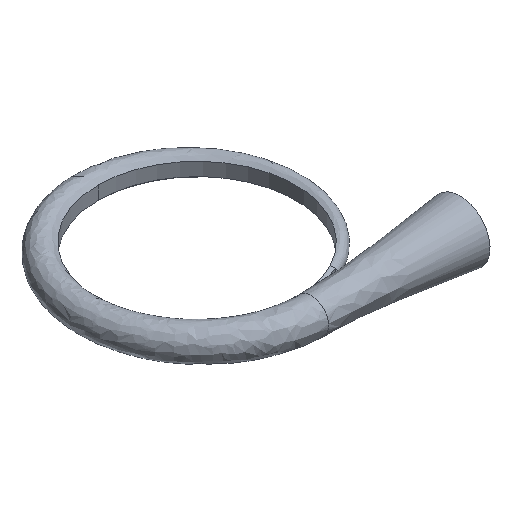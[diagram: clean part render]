
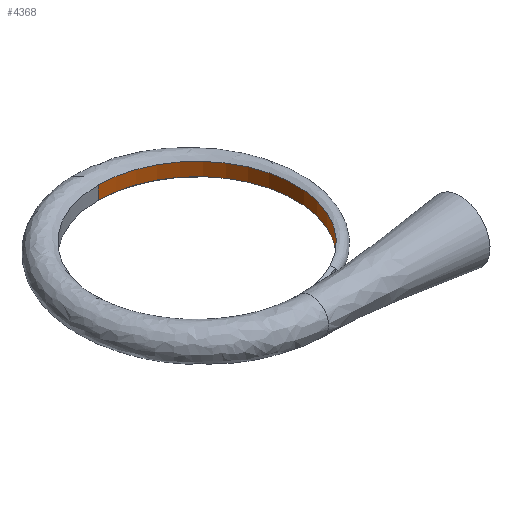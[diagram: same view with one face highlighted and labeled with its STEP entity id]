
A CAD part, isometric view. The second image highlights one B-rep face of the part: STEP entity #4368.
In plain terms, the highlighted cylindrical face has radius 24.651 mm (diameter 49.303 mm), a partial arc.
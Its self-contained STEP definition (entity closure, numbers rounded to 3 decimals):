
#24 = VERTEX_POINT('',#25);
#25 = CARTESIAN_POINT('',(11.497,-21.806,4.456)
  );
#75 = VERTEX_POINT('',#76);
#76 = CARTESIAN_POINT('',(11.497,-21.806,7.757
    ));
#96 = EDGE_CURVE('',#75,#97,#99,.T.);
#97 = VERTEX_POINT('',#98);
#98 = CARTESIAN_POINT('',(0.,24.651,
    7.757));
#99 = CIRCLE('',#100,24.651);
#100 = AXIS2_PLACEMENT_3D('',#101,#102,#103);
#101 = CARTESIAN_POINT('',(0.,0.,7.757));
#102 = DIRECTION('',(0.,0.,1.));
#103 = DIRECTION('',(0.,-1.,0.));
#106 = VERTEX_POINT('',#107);
#107 = CARTESIAN_POINT('',(0.,-24.651,
    7.757));
#253 = VERTEX_POINT('',#254);
#254 = CARTESIAN_POINT('',(0.,-24.651,
    4.456));
#300 = VERTEX_POINT('',#301);
#301 = CARTESIAN_POINT('',(0.,24.651,
    4.456));
#308 = EDGE_CURVE('',#24,#300,#309,.T.);
#309 = CIRCLE('',#310,24.651);
#310 = AXIS2_PLACEMENT_3D('',#311,#312,#313);
#311 = CARTESIAN_POINT('',(0.,0.,4.456));
#312 = DIRECTION('',(0.,0.,1.));
#313 = DIRECTION('',(0.,-1.,0.));
#3432 = EDGE_CURVE('',#253,#24,#3433,.T.);
#3433 = CIRCLE('',#3434,24.651);
#3434 = AXIS2_PLACEMENT_3D('',#3435,#3436,#3437);
#3435 = CARTESIAN_POINT('',(0.,0.,4.456));
#3436 = DIRECTION('',(0.,0.,1.));
#3437 = DIRECTION('',(0.,-1.,0.));
#4051 = EDGE_CURVE('',#106,#75,#4052,.T.);
#4052 = CIRCLE('',#4053,24.651);
#4053 = AXIS2_PLACEMENT_3D('',#4054,#4055,#4056);
#4054 = CARTESIAN_POINT('',(0.,0.,7.757));
#4055 = DIRECTION('',(0.,0.,1.));
#4056 = DIRECTION('',(0.,-1.,0.));
#4352 = EDGE_CURVE('',#106,#253,#4353,.T.);
#4353 = LINE('',#4354,#4355);
#4354 = CARTESIAN_POINT('',(0.,-24.651,
    7.757));
#4355 = VECTOR('',#4356,1.);
#4356 = DIRECTION('',(0.,0.,-1.));
#4359 = EDGE_CURVE('',#97,#300,#4360,.T.);
#4360 = B_SPLINE_CURVE_WITH_KNOTS('',1,(#4361,#4362),.UNSPECIFIED.,.F.,
  .F.,(2,2),(0.,3.301),.PIECEWISE_BEZIER_KNOTS.);
#4361 = CARTESIAN_POINT('',(0.,24.651,
    7.757));
#4362 = CARTESIAN_POINT('',(0.,24.651,
    4.456));
#4368 = ADVANCED_FACE('[Volute_1] Flow domain Inflow',(#4369),#4377,.F.
  );
#4369 = FACE_BOUND('',#4370,.T.);
#4370 = EDGE_LOOP('',(#4371,#4372,#4373,#4374,#4375,#4376));
#4371 = ORIENTED_EDGE('',*,*,#308,.F.);
#4372 = ORIENTED_EDGE('',*,*,#3432,.F.);
#4373 = ORIENTED_EDGE('',*,*,#4352,.F.);
#4374 = ORIENTED_EDGE('',*,*,#4051,.T.);
#4375 = ORIENTED_EDGE('',*,*,#96,.T.);
#4376 = ORIENTED_EDGE('',*,*,#4359,.T.);
#4377 = CYLINDRICAL_SURFACE('',#4378,24.651);
#4378 = AXIS2_PLACEMENT_3D('',#4379,#4380,#4381);
#4379 = CARTESIAN_POINT('',(0.,0.,7.757));
#4380 = DIRECTION('',(-0.,-0.,-1.));
#4381 = DIRECTION('',(0.,-1.,0.));
